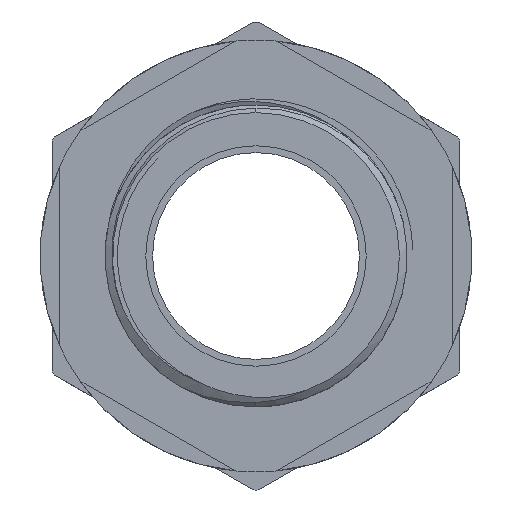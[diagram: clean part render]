
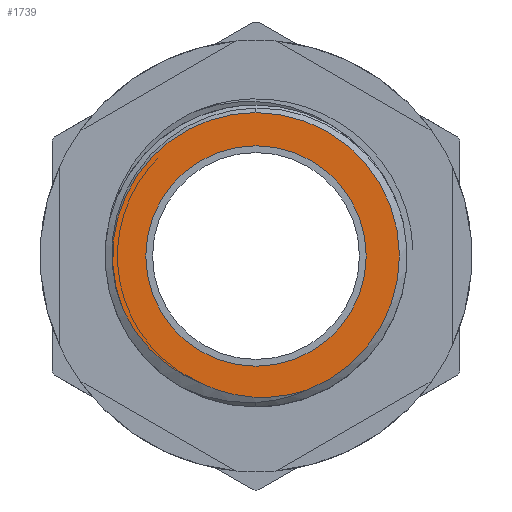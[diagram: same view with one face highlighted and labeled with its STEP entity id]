
A CAD part, front view. The second image highlights one B-rep face of the part: STEP entity #1739.
In plain terms, the highlighted planar face has unit normal (0, -1, 0).
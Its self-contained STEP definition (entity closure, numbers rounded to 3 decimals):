
#288 = DIRECTION ( 'NONE',  ( 0., 0., -1. ) ) ;
#313 = FACE_BOUND ( 'NONE', #3809, .T. ) ;
#419 = CIRCLE ( 'NONE', #11001, 9.5 ) ;
#520 = CARTESIAN_POINT ( 'NONE',  ( 0., -10., 0. ) ) ;
#546 = DIRECTION ( 'NONE',  ( 0., 0., -1. ) ) ;
#881 = CARTESIAN_POINT ( 'NONE',  ( 1.307, -10., -9.32 ) ) ;
#936 = CARTESIAN_POINT ( 'NONE',  ( -7.544, -10., -5.604 ) ) ;
#1035 = DIRECTION ( 'NONE',  ( 0., 0., 1. ) ) ;
#1140 = PLANE ( 'NONE',  #9142 ) ;
#1238 = CARTESIAN_POINT ( 'NONE',  ( 0., -10., 0. ) ) ;
#1372 = VERTEX_POINT ( 'NONE', #1449 ) ;
#1398 = DIRECTION ( 'NONE',  ( 0., 1., 0. ) ) ;
#1449 = CARTESIAN_POINT ( 'NONE',  ( 0., -10., -7.3 ) ) ;
#1739 = ADVANCED_FACE ( 'NONE', ( #313, #15125 ), #1140, .F. ) ;
#1740 = DIRECTION ( 'NONE',  ( 0., 0., 1. ) ) ;
#2091 = CARTESIAN_POINT ( 'NONE',  ( 2.793, -10., -9.072 ) ) ;
#2132 = CARTESIAN_POINT ( 'NONE',  ( 0., -10., 9.5 ) ) ;
#2150 = CARTESIAN_POINT ( 'NONE',  ( -6.942, -10., -6.277 ) ) ;
#2715 = CARTESIAN_POINT ( 'NONE',  ( 3.364, -10., -8.884 ) ) ;
#2780 = ORIENTED_EDGE ( 'NONE', *, *, #12218, .F. ) ;
#3255 = CARTESIAN_POINT ( 'NONE',  ( -3.134, -10., -8.679 ) ) ;
#3360 = CARTESIAN_POINT ( 'NONE',  ( -5.817, -10., -7.269 ) ) ;
#3560 = AXIS2_PLACEMENT_3D ( 'NONE', #520, #8920, #1740 ) ;
#3660 = CIRCLE ( 'NONE', #7753, 7.3 ) ;
#3809 = EDGE_LOOP ( 'NONE', ( #2780, #7183 ) ) ;
#4069 = ORIENTED_EDGE ( 'NONE', *, *, #9508, .T. ) ;
#4464 = CARTESIAN_POINT ( 'NONE',  ( -1.688, -10., -9.127 ) ) ;
#4572 = CARTESIAN_POINT ( 'NONE',  ( -4.248, -10., -8.192 ) ) ;
#4854 = CARTESIAN_POINT ( 'NONE',  ( 0., -10., 0. ) ) ;
#5605 = VERTEX_POINT ( 'NONE', #10478 ) ;
#5676 = CARTESIAN_POINT ( 'NONE',  ( -0.796, -10., -9.287 ) ) ;
#5732 = CARTESIAN_POINT ( 'NONE',  ( -8.808, -10., -3.559 ) ) ;
#6062 = DIRECTION ( 'NONE',  ( 0., 0., 1. ) ) ;
#6286 = B_SPLINE_CURVE_WITH_KNOTS ( 'NONE', 3,
 ( #9223, #3255, #11526, #4464, #12638, #5676, #13749, #6864, #14879, #8075, #881, #9276, #2091, #10432 ),
 .UNSPECIFIED., .F., .F.,
 ( 4, 2, 2, 2, 2, 2, 4 ),
 ( 0., 0.002, 0.003, 0.004, 0.005, 0.005, 0.007 ),
 .UNSPECIFIED. ) ;
#6593 = VERTEX_POINT ( 'NONE', #11274 ) ;
#6864 = CARTESIAN_POINT ( 'NONE',  ( 0.101, -10., -9.359 ) ) ;
#7183 = ORIENTED_EDGE ( 'NONE', *, *, #7441, .F. ) ;
#7441 = EDGE_CURVE ( 'NONE', #10986, #1372, #3660, .T. ) ;
#7487 = DIRECTION ( 'NONE',  ( 0., -1., 0. ) ) ;
#7741 = DIRECTION ( 'NONE',  ( 0., -1., 0. ) ) ;
#7753 = AXIS2_PLACEMENT_3D ( 'NONE', #14567, #7741, #546 ) ;
#8075 = CARTESIAN_POINT ( 'NONE',  ( 1.004, -10., -9.345 ) ) ;
#8131 = CARTESIAN_POINT ( 'NONE',  ( -7.733, -10., -5.364 ) ) ;
#8920 = DIRECTION ( 'NONE',  ( 0., -1., 0. ) ) ;
#9050 = EDGE_LOOP ( 'NONE', ( #12359, #4069, #9669, #10248 ) ) ;
#9062 = B_SPLINE_CURVE_WITH_KNOTS ( 'NONE', 3,
 ( #5732, #12682, #14923, #8131, #936, #9324, #2150, #10485, #3360, #11628, #4572, #12729 ),
 .UNSPECIFIED., .F., .F.,
 ( 4, 2, 2, 2, 2, 4 ),
 ( 0.003, 0.005, 0.006, 0.007, 0.009, 0.01 ),
 .UNSPECIFIED. ) ;
#9079 = VERTEX_POINT ( 'NONE', #2132 ) ;
#9142 = AXIS2_PLACEMENT_3D ( 'NONE', #1238, #1398, #1035 ) ;
#9223 = CARTESIAN_POINT ( 'NONE',  ( -3.68, -10., -8.41 ) ) ;
#9276 = CARTESIAN_POINT ( 'NONE',  ( 2.208, -10., -9.205 ) ) ;
#9307 = EDGE_CURVE ( 'NONE', #10446, #9079, #419, .T. ) ;
#9324 = CARTESIAN_POINT ( 'NONE',  ( -7.149, -10., -6.06 ) ) ;
#9508 = EDGE_CURVE ( 'NONE', #9079, #5605, #14521, .T. ) ;
#9669 = ORIENTED_EDGE ( 'NONE', *, *, #11894, .T. ) ;
#10248 = ORIENTED_EDGE ( 'NONE', *, *, #11885, .T. ) ;
#10432 = CARTESIAN_POINT ( 'NONE',  ( 3.364, -10., -8.884 ) ) ;
#10446 = VERTEX_POINT ( 'NONE', #2715 ) ;
#10478 = CARTESIAN_POINT ( 'NONE',  ( -8.808, -10., -3.559 ) ) ;
#10485 = CARTESIAN_POINT ( 'NONE',  ( -6.291, -10., -6.897 ) ) ;
#10986 = VERTEX_POINT ( 'NONE', #14068 ) ;
#11001 = AXIS2_PLACEMENT_3D ( 'NONE', #4854, #12998, #6062 ) ;
#11274 = CARTESIAN_POINT ( 'NONE',  ( -3.68, -10., -8.41 ) ) ;
#11526 = CARTESIAN_POINT ( 'NONE',  ( -2.568, -10., -8.892 ) ) ;
#11628 = CARTESIAN_POINT ( 'NONE',  ( -4.789, -10., -7.92 ) ) ;
#11885 = EDGE_CURVE ( 'NONE', #6593, #10446, #6286, .T. ) ;
#11894 = EDGE_CURVE ( 'NONE', #5605, #6593, #9062, .T. ) ;
#12218 = EDGE_CURVE ( 'NONE', #1372, #10986, #13811, .T. ) ;
#12359 = ORIENTED_EDGE ( 'NONE', *, *, #9307, .T. ) ;
#12518 = AXIS2_PLACEMENT_3D ( 'NONE', #14323, #7487, #288 ) ;
#12638 = CARTESIAN_POINT ( 'NONE',  ( -1.391, -10., -9.191 ) ) ;
#12682 = CARTESIAN_POINT ( 'NONE',  ( -8.559, -10., -4.105 ) ) ;
#12729 = CARTESIAN_POINT ( 'NONE',  ( -3.68, -10., -8.41 ) ) ;
#12998 = DIRECTION ( 'NONE',  ( 0., -1., 0. ) ) ;
#13749 = CARTESIAN_POINT ( 'NONE',  ( -0.498, -10., -9.321 ) ) ;
#13811 = CIRCLE ( 'NONE', #12518, 7.3 ) ;
#14068 = CARTESIAN_POINT ( 'NONE',  ( 0., -10., 7.3 ) ) ;
#14323 = CARTESIAN_POINT ( 'NONE',  ( 0., -10., 0. ) ) ;
#14521 = CIRCLE ( 'NONE', #3560, 9.5 ) ;
#14567 = CARTESIAN_POINT ( 'NONE',  ( 0., -10., 0. ) ) ;
#14879 = CARTESIAN_POINT ( 'NONE',  ( 0.401, -10., -9.364 ) ) ;
#14923 = CARTESIAN_POINT ( 'NONE',  ( -8.259, -10., -4.625 ) ) ;
#15125 = FACE_OUTER_BOUND ( 'NONE', #9050, .T. ) ;
